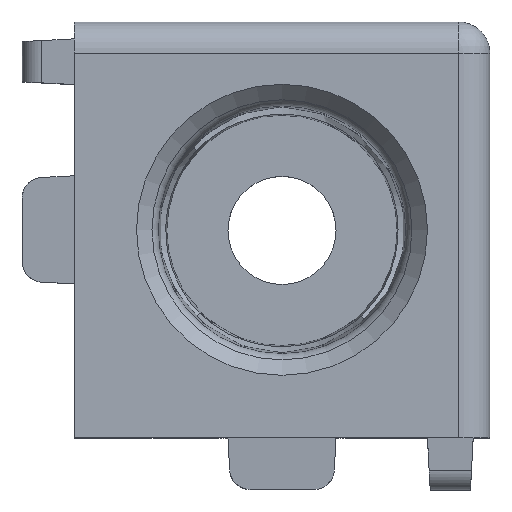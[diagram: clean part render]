
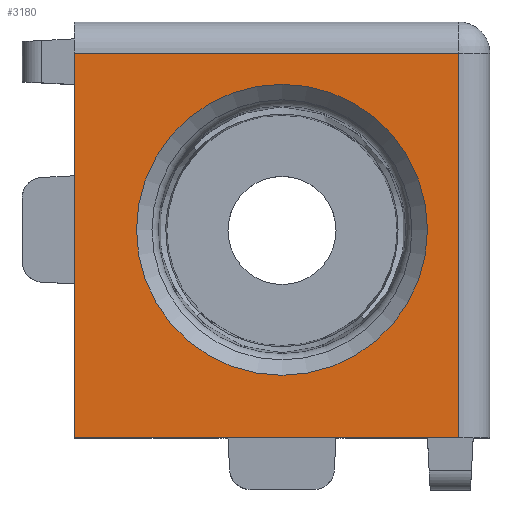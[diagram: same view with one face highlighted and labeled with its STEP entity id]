
A CAD part, top view. The second image highlights one B-rep face of the part: STEP entity #3180.
In plain terms, the highlighted planar face has unit normal (0, 0, 1).
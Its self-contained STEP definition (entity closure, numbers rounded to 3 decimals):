
#55=FACE_BOUND('',#442,.T.);
#64=PLANE('',#3477);
#232=FACE_OUTER_BOUND('',#441,.T.);
#441=EDGE_LOOP('',(#2340,#2341,#2342,#2343));
#442=EDGE_LOOP('',(#2344));
#647=LINE('',#4991,#932);
#702=LINE('',#5151,#987);
#722=LINE('',#5211,#1007);
#723=LINE('',#5212,#1008);
#932=VECTOR('',#3920,1000.);
#987=VECTOR('',#4033,1000.);
#1007=VECTOR('',#4075,1000.);
#1008=VECTOR('',#4076,1000.);
#1218=CIRCLE('',#3423,7.);
#1365=VERTEX_POINT('',#4950);
#1379=VERTEX_POINT('',#4988);
#1380=VERTEX_POINT('',#4990);
#1456=VERTEX_POINT('',#5149);
#1485=VERTEX_POINT('',#5210);
#1671=EDGE_CURVE('',#1365,#1365,#1218,.T.);
#1690=EDGE_CURVE('',#1380,#1379,#647,.T.);
#1772=EDGE_CURVE('',#1379,#1456,#702,.T.);
#1802=EDGE_CURVE('',#1456,#1485,#722,.T.);
#1803=EDGE_CURVE('',#1485,#1380,#723,.T.);
#2340=ORIENTED_EDGE('',*,*,#1772,.T.);
#2341=ORIENTED_EDGE('',*,*,#1802,.T.);
#2342=ORIENTED_EDGE('',*,*,#1803,.T.);
#2343=ORIENTED_EDGE('',*,*,#1690,.T.);
#2344=ORIENTED_EDGE('',*,*,#1671,.T.);
#3180=ADVANCED_FACE('',(#232,#55),#64,.F.);
#3423=AXIS2_PLACEMENT_3D('',#4952,#3881,#3882);
#3477=AXIS2_PLACEMENT_3D('',#5209,#4073,#4074);
#3881=DIRECTION('center_axis',(0.,0.,-1.));
#3882=DIRECTION('ref_axis',(0.,1.,0.));
#3920=DIRECTION('',(0.,-1.,0.));
#4033=DIRECTION('',(1.,0.,0.));
#4073=DIRECTION('center_axis',(0.,0.,-1.));
#4074=DIRECTION('ref_axis',(-1.,0.,0.));
#4075=DIRECTION('',(0.,1.,0.));
#4076=DIRECTION('',(-1.,0.,0.));
#4950=CARTESIAN_POINT('',(10.,17.,20.));
#4952=CARTESIAN_POINT('Origin',(10.,10.,20.));
#4988=CARTESIAN_POINT('',(0.,0.,20.));
#4990=CARTESIAN_POINT('',(0.,18.5,20.));
#4991=CARTESIAN_POINT('',(0.,20.,20.));
#5149=CARTESIAN_POINT('',(18.5,0.,20.));
#5151=CARTESIAN_POINT('',(0.,0.,20.));
#5209=CARTESIAN_POINT('Origin',(0.,20.,20.));
#5210=CARTESIAN_POINT('',(18.5,18.5,20.));
#5211=CARTESIAN_POINT('',(18.5,20.,20.));
#5212=CARTESIAN_POINT('',(0.,18.5,20.));
